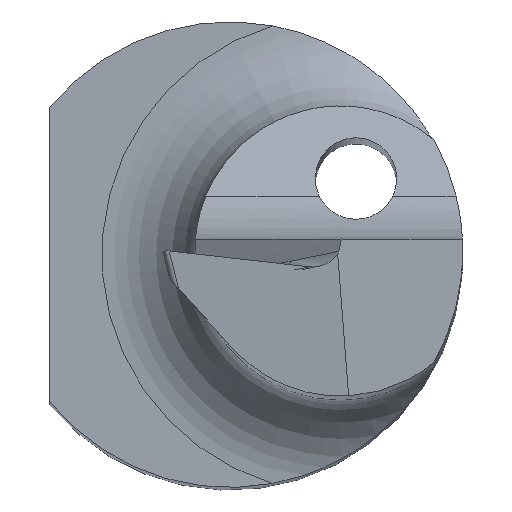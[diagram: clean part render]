
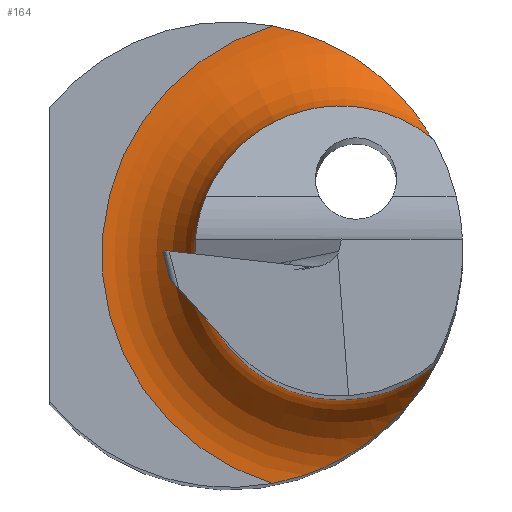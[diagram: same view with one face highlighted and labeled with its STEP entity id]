
A CAD part, top view. The second image highlights one B-rep face of the part: STEP entity #164.
In plain terms, the highlighted toroidal (fillet/blend) face has major radius 2.05 mm and minor radius 0.8 mm.
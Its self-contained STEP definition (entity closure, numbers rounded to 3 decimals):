
#18 = CARTESIAN_POINT ( 'NONE',  ( 1.156, -1.64, 14.103 ) ) ;
#31 = VERTEX_POINT ( 'NONE', #761 ) ;
#67 = CIRCLE ( 'NONE', #679, 1.25 ) ;
#73 = DIRECTION ( 'NONE',  ( 0., 0., 1. ) ) ;
#104 = ORIENTED_EDGE ( 'NONE', *, *, #662, .T. ) ;
#127 = FACE_OUTER_BOUND ( 'NONE', #803, .T. ) ;
#128 = DIRECTION ( 'NONE',  ( -1., 0., 0. ) ) ;
#150 = EDGE_CURVE ( 'NONE', #397, #168, #263, .T. ) ;
#164 = ADVANCED_FACE ( 'NONE', ( #127 ), #318, .F. ) ;
#168 = VERTEX_POINT ( 'NONE', #199 ) ;
#180 = CARTESIAN_POINT ( 'NONE',  ( 1.408, 1.43, 14.217 ) ) ;
#185 = EDGE_CURVE ( 'NONE', #757, #397, #67, .T. ) ;
#199 = CARTESIAN_POINT ( 'NONE',  ( 0.368, 1.966, 14. ) ) ;
#242 = CARTESIAN_POINT ( 'NONE',  ( 0.54, 1.934, 14. ) ) ;
#263 = B_SPLINE_CURVE_WITH_KNOTS ( 'NONE', 3,
 ( #674, #820, #441, #505, #434, #758, #180, #371, #824, #703, #242, #509 ),
 .UNSPECIFIED., .F., .F.,
 ( 4, 2, 2, 2, 2, 4 ),
 ( 0., 0., 0.001, 0.001, 0.002, 0.002 ),
 .UNSPECIFIED. ) ;
#272 = CARTESIAN_POINT ( 'NONE',  ( 1.644, -1.142, 14.438 ) ) ;
#280 = AXIS2_PLACEMENT_3D ( 'NONE', #391, #73, #645 ) ;
#288 = CARTESIAN_POINT ( 'NONE',  ( 1.515, -1.313, 14.289 ) ) ;
#311 = CARTESIAN_POINT ( 'NONE',  ( 0.95, 0., 14. ) ) ;
#312 = EDGE_CURVE ( 'NONE', #31, #757, #450, .T. ) ;
#317 = CIRCLE ( 'NONE', #794, 2.05 ) ;
#318 = TOROIDAL_SURFACE ( 'NONE', #280, 2.05, 0.8 ) ;
#324 = DIRECTION ( 'NONE',  ( 0., 0., -1. ) ) ;
#327 = CARTESIAN_POINT ( 'NONE',  ( 1.758, -0.954, 14.8 ) ) ;
#333 = CARTESIAN_POINT ( 'NONE',  ( 1.013, -1.733, 14.063 ) ) ;
#351 = CARTESIAN_POINT ( 'NONE',  ( 1.758, -0.954, 14.8 ) ) ;
#371 = CARTESIAN_POINT ( 'NONE',  ( 1.156, 1.641, 14.102 ) ) ;
#391 = CARTESIAN_POINT ( 'NONE',  ( 0.95, 0., 14.8 ) ) ;
#397 = VERTEX_POINT ( 'NONE', #818 ) ;
#401 = ORIENTED_EDGE ( 'NONE', *, *, #185, .T. ) ;
#413 = CARTESIAN_POINT ( 'NONE',  ( 1.406, -1.431, 14.216 ) ) ;
#434 = CARTESIAN_POINT ( 'NONE',  ( 1.644, 1.141, 14.438 ) ) ;
#441 = CARTESIAN_POINT ( 'NONE',  ( 1.738, 0.991, 14.63 ) ) ;
#450 = B_SPLINE_CURVE_WITH_KNOTS ( 'NONE', 3,
 ( #467, #669, #735, #333, #18, #413, #288, #272, #676, #680, #725, #351 ),
 .UNSPECIFIED., .F., .F.,
 ( 4, 2, 2, 2, 2, 4 ),
 ( 0., 0.001, 0.001, 0.002, 0.002, 0.002 ),
 .UNSPECIFIED. ) ;
#451 = CARTESIAN_POINT ( 'NONE',  ( 0.95, 0., 14.8 ) ) ;
#462 = DIRECTION ( 'NONE',  ( -1., 0., 0. ) ) ;
#467 = CARTESIAN_POINT ( 'NONE',  ( 0.368, -1.966, 14. ) ) ;
#505 = CARTESIAN_POINT ( 'NONE',  ( 1.681, 1.085, 14.494 ) ) ;
#509 = CARTESIAN_POINT ( 'NONE',  ( 0.368, 1.966, 14. ) ) ;
#578 = DIRECTION ( 'NONE',  ( 0., 0., 1. ) ) ;
#645 = DIRECTION ( 'NONE',  ( -1., 0., 0. ) ) ;
#662 = EDGE_CURVE ( 'NONE', #168, #31, #317, .T. ) ;
#669 = CARTESIAN_POINT ( 'NONE',  ( 0.54, -1.934, 14. ) ) ;
#674 = CARTESIAN_POINT ( 'NONE',  ( 1.758, 0.954, 14.8 ) ) ;
#676 = CARTESIAN_POINT ( 'NONE',  ( 1.681, -1.085, 14.495 ) ) ;
#679 = AXIS2_PLACEMENT_3D ( 'NONE', #451, #324, #462 ) ;
#680 = CARTESIAN_POINT ( 'NONE',  ( 1.738, -0.991, 14.63 ) ) ;
#703 = CARTESIAN_POINT ( 'NONE',  ( 0.703, 1.88, 14.011 ) ) ;
#718 = ORIENTED_EDGE ( 'NONE', *, *, #312, .T. ) ;
#725 = CARTESIAN_POINT ( 'NONE',  ( 1.758, -0.954, 14.711 ) ) ;
#735 = CARTESIAN_POINT ( 'NONE',  ( 0.703, -1.88, 14.011 ) ) ;
#746 = ORIENTED_EDGE ( 'NONE', *, *, #150, .T. ) ;
#757 = VERTEX_POINT ( 'NONE', #327 ) ;
#758 = CARTESIAN_POINT ( 'NONE',  ( 1.515, 1.314, 14.289 ) ) ;
#761 = CARTESIAN_POINT ( 'NONE',  ( 0.368, -1.966, 14. ) ) ;
#794 = AXIS2_PLACEMENT_3D ( 'NONE', #311, #578, #128 ) ;
#803 = EDGE_LOOP ( 'NONE', ( #718, #401, #746, #104 ) ) ;
#818 = CARTESIAN_POINT ( 'NONE',  ( 1.758, 0.954, 14.8 ) ) ;
#820 = CARTESIAN_POINT ( 'NONE',  ( 1.758, 0.954, 14.711 ) ) ;
#824 = CARTESIAN_POINT ( 'NONE',  ( 1.013, 1.733, 14.063 ) ) ;
